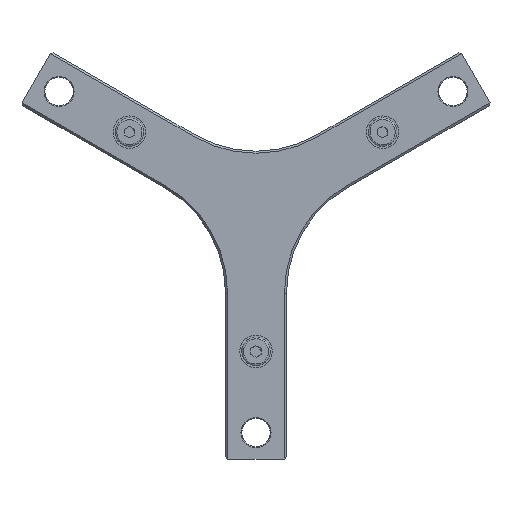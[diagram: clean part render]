
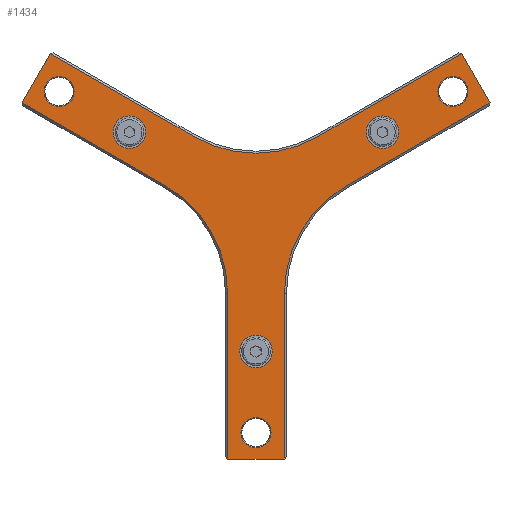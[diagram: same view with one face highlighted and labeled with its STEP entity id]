
A CAD part, top view. The second image highlights one B-rep face of the part: STEP entity #1434.
In plain terms, the highlighted planar face has unit normal (0, 0, 1).
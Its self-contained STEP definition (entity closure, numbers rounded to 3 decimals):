
#86=FACE_BOUND('',#516,.T.);
#87=FACE_BOUND('',#517,.T.);
#88=FACE_BOUND('',#518,.T.);
#89=FACE_BOUND('',#519,.T.);
#90=FACE_BOUND('',#520,.T.);
#91=FACE_BOUND('',#521,.T.);
#108=PLANE('',#1634);
#174=LINE('',#2370,#292);
#175=LINE('',#2372,#293);
#176=LINE('',#2374,#294);
#177=LINE('',#2378,#295);
#178=LINE('',#2380,#296);
#179=LINE('',#2382,#297);
#180=LINE('',#2386,#298);
#181=LINE('',#2388,#299);
#182=LINE('',#2390,#300);
#292=VECTOR('',#1887,10.);
#293=VECTOR('',#1888,10.);
#294=VECTOR('',#1889,10.);
#295=VECTOR('',#1892,10.);
#296=VECTOR('',#1893,10.);
#297=VECTOR('',#1894,10.);
#298=VECTOR('',#1897,10.);
#299=VECTOR('',#1898,10.);
#300=VECTOR('',#1899,10.);
#421=FACE_OUTER_BOUND('',#515,.T.);
#515=EDGE_LOOP('',(#1115,#1116,#1117,#1118,#1119,#1120,#1121,#1122,#1123,
#1124,#1125,#1126));
#516=EDGE_LOOP('',(#1127));
#517=EDGE_LOOP('',(#1128,#1129));
#518=EDGE_LOOP('',(#1130,#1131));
#519=EDGE_LOOP('',(#1132,#1133));
#520=EDGE_LOOP('',(#1134));
#521=EDGE_LOOP('',(#1135));
#622=CIRCLE('',#1633,3.7);
#623=CIRCLE('',#1635,30.5);
#624=CIRCLE('',#1636,30.5);
#625=CIRCLE('',#1637,30.5);
#626=CIRCLE('',#1638,3.7);
#627=CIRCLE('',#1639,4.);
#628=CIRCLE('',#1640,4.);
#629=CIRCLE('',#1641,4.);
#630=CIRCLE('',#1642,4.);
#631=CIRCLE('',#1643,4.);
#632=CIRCLE('',#1644,4.);
#633=CIRCLE('',#1645,3.7);
#718=VERTEX_POINT('',#2364);
#719=VERTEX_POINT('',#2368);
#720=VERTEX_POINT('',#2369);
#721=VERTEX_POINT('',#2371);
#722=VERTEX_POINT('',#2373);
#723=VERTEX_POINT('',#2375);
#724=VERTEX_POINT('',#2377);
#725=VERTEX_POINT('',#2379);
#726=VERTEX_POINT('',#2381);
#727=VERTEX_POINT('',#2383);
#728=VERTEX_POINT('',#2385);
#729=VERTEX_POINT('',#2387);
#730=VERTEX_POINT('',#2389);
#731=VERTEX_POINT('',#2392);
#732=VERTEX_POINT('',#2394);
#733=VERTEX_POINT('',#2395);
#734=VERTEX_POINT('',#2398);
#735=VERTEX_POINT('',#2399);
#736=VERTEX_POINT('',#2402);
#737=VERTEX_POINT('',#2403);
#738=VERTEX_POINT('',#2406);
#863=EDGE_CURVE('',#718,#718,#622,.T.);
#865=EDGE_CURVE('',#719,#720,#174,.T.);
#866=EDGE_CURVE('',#719,#721,#175,.T.);
#867=EDGE_CURVE('',#722,#721,#176,.T.);
#868=EDGE_CURVE('',#723,#722,#623,.T.);
#869=EDGE_CURVE('',#724,#723,#177,.T.);
#870=EDGE_CURVE('',#724,#725,#178,.T.);
#871=EDGE_CURVE('',#726,#725,#179,.T.);
#872=EDGE_CURVE('',#727,#726,#624,.T.);
#873=EDGE_CURVE('',#728,#727,#180,.T.);
#874=EDGE_CURVE('',#728,#729,#181,.T.);
#875=EDGE_CURVE('',#730,#729,#182,.T.);
#876=EDGE_CURVE('',#720,#730,#625,.T.);
#877=EDGE_CURVE('',#731,#731,#626,.T.);
#878=EDGE_CURVE('',#732,#733,#627,.T.);
#879=EDGE_CURVE('',#733,#732,#628,.T.);
#880=EDGE_CURVE('',#734,#735,#629,.T.);
#881=EDGE_CURVE('',#735,#734,#630,.T.);
#882=EDGE_CURVE('',#736,#737,#631,.T.);
#883=EDGE_CURVE('',#737,#736,#632,.T.);
#884=EDGE_CURVE('',#738,#738,#633,.T.);
#1115=ORIENTED_EDGE('',*,*,#865,.F.);
#1116=ORIENTED_EDGE('',*,*,#866,.T.);
#1117=ORIENTED_EDGE('',*,*,#867,.F.);
#1118=ORIENTED_EDGE('',*,*,#868,.F.);
#1119=ORIENTED_EDGE('',*,*,#869,.F.);
#1120=ORIENTED_EDGE('',*,*,#870,.T.);
#1121=ORIENTED_EDGE('',*,*,#871,.F.);
#1122=ORIENTED_EDGE('',*,*,#872,.F.);
#1123=ORIENTED_EDGE('',*,*,#873,.F.);
#1124=ORIENTED_EDGE('',*,*,#874,.T.);
#1125=ORIENTED_EDGE('',*,*,#875,.F.);
#1126=ORIENTED_EDGE('',*,*,#876,.F.);
#1127=ORIENTED_EDGE('',*,*,#877,.F.);
#1128=ORIENTED_EDGE('',*,*,#878,.T.);
#1129=ORIENTED_EDGE('',*,*,#879,.T.);
#1130=ORIENTED_EDGE('',*,*,#880,.T.);
#1131=ORIENTED_EDGE('',*,*,#881,.T.);
#1132=ORIENTED_EDGE('',*,*,#882,.T.);
#1133=ORIENTED_EDGE('',*,*,#883,.T.);
#1134=ORIENTED_EDGE('',*,*,#884,.F.);
#1135=ORIENTED_EDGE('',*,*,#863,.F.);
#1434=ADVANCED_FACE('',(#421,#86,#87,#88,#89,#90,#91),#108,.T.);
#1633=AXIS2_PLACEMENT_3D('',#2365,#1882,#1883);
#1634=AXIS2_PLACEMENT_3D('',#2367,#1885,#1886);
#1635=AXIS2_PLACEMENT_3D('',#2376,#1890,#1891);
#1636=AXIS2_PLACEMENT_3D('',#2384,#1895,#1896);
#1637=AXIS2_PLACEMENT_3D('',#2391,#1900,#1901);
#1638=AXIS2_PLACEMENT_3D('',#2393,#1902,#1903);
#1639=AXIS2_PLACEMENT_3D('',#2396,#1904,#1905);
#1640=AXIS2_PLACEMENT_3D('',#2397,#1906,#1907);
#1641=AXIS2_PLACEMENT_3D('',#2400,#1908,#1909);
#1642=AXIS2_PLACEMENT_3D('',#2401,#1910,#1911);
#1643=AXIS2_PLACEMENT_3D('',#2404,#1912,#1913);
#1644=AXIS2_PLACEMENT_3D('',#2405,#1914,#1915);
#1645=AXIS2_PLACEMENT_3D('',#2407,#1916,#1917);
#1882=DIRECTION('center_axis',(0.,0.,1.));
#1883=DIRECTION('ref_axis',(0.5,-0.866,0.));
#1885=DIRECTION('center_axis',(0.,0.,1.));
#1886=DIRECTION('ref_axis',(1.,0.,0.));
#1887=DIRECTION('',(-0.5,-0.866,0.));
#1888=DIRECTION('',(-0.866,0.5,0.));
#1889=DIRECTION('',(0.5,0.866,0.));
#1890=DIRECTION('center_axis',(0.,0.,1.));
#1891=DIRECTION('ref_axis',(0.,-1.,0.));
#1892=DIRECTION('',(1.,0.,0.));
#1893=DIRECTION('',(0.,-1.,0.));
#1894=DIRECTION('',(-1.,0.,0.));
#1895=DIRECTION('center_axis',(0.,0.,1.));
#1896=DIRECTION('ref_axis',(0.866,0.5,0.));
#1897=DIRECTION('',(-0.5,0.866,0.));
#1898=DIRECTION('',(0.866,0.5,0.));
#1899=DIRECTION('',(0.5,-0.866,0.));
#1900=DIRECTION('center_axis',(0.,0.,1.));
#1901=DIRECTION('ref_axis',(-0.866,0.5,0.));
#1902=DIRECTION('center_axis',(0.,0.,1.));
#1903=DIRECTION('ref_axis',(0.5,0.866,0.));
#1904=DIRECTION('center_axis',(0.,0.,-1.));
#1905=DIRECTION('ref_axis',(1.,0.,0.));
#1906=DIRECTION('center_axis',(0.,0.,-1.));
#1907=DIRECTION('ref_axis',(1.,0.,0.));
#1908=DIRECTION('center_axis',(0.,0.,-1.));
#1909=DIRECTION('ref_axis',(-0.5,0.866,0.));
#1910=DIRECTION('center_axis',(0.,0.,-1.));
#1911=DIRECTION('ref_axis',(-0.5,0.866,0.));
#1912=DIRECTION('center_axis',(0.,0.,-1.));
#1913=DIRECTION('ref_axis',(-0.5,-0.866,0.));
#1914=DIRECTION('center_axis',(0.,0.,-1.));
#1915=DIRECTION('ref_axis',(-0.5,-0.866,0.));
#1916=DIRECTION('center_axis',(0.,0.,1.));
#1917=DIRECTION('ref_axis',(-1.,0.,0.));
#2364=CARTESIAN_POINT('',(26.15,-45.293,4.));
#2365=CARTESIAN_POINT('Origin',(28.,-48.497,4.));
#2367=CARTESIAN_POINT('Origin',(0.,0.,
4.));
#2368=CARTESIAN_POINT('',(37.312,50.627,4.));
#2369=CARTESIAN_POINT('',(16.887,15.25,4.));
#2370=CARTESIAN_POINT('',(11.475,5.875,4.));
#2371=CARTESIAN_POINT('',(25.188,57.627,4.));
#2372=CARTESIAN_POINT('',(37.312,50.627,4.));
#2373=CARTESIAN_POINT('',(4.763,22.25,4.));
#2374=CARTESIAN_POINT('',(9.438,30.347,4.));
#2375=CARTESIAN_POINT('',(-21.651,7.,4.));
#2376=CARTESIAN_POINT('Origin',(-21.651,37.5,4.));
#2377=CARTESIAN_POINT('',(-62.5,7.,4.));
#2378=CARTESIAN_POINT('',(-10.825,7.,4.));
#2379=CARTESIAN_POINT('',(-62.5,-7.,4.));
#2380=CARTESIAN_POINT('',(-62.5,7.,4.));
#2381=CARTESIAN_POINT('',(-21.651,-7.,4.));
#2382=CARTESIAN_POINT('',(-31.,-7.,4.));
#2383=CARTESIAN_POINT('',(4.763,-22.25,4.));
#2384=CARTESIAN_POINT('Origin',(-21.651,-37.5,4.));
#2385=CARTESIAN_POINT('',(25.188,-57.627,4.));
#2386=CARTESIAN_POINT('',(-0.65,-12.875,4.));
#2387=CARTESIAN_POINT('',(37.312,-50.627,4.));
#2388=CARTESIAN_POINT('',(25.188,-57.627,4.));
#2389=CARTESIAN_POINT('',(16.887,-15.25,4.));
#2390=CARTESIAN_POINT('',(21.562,-23.347,4.));
#2391=CARTESIAN_POINT('Origin',(43.301,0.,4.));
#2392=CARTESIAN_POINT('',(26.15,45.293,4.));
#2393=CARTESIAN_POINT('Origin',(28.,48.497,4.));
#2394=CARTESIAN_POINT('',(-32.,0.,4.));
#2395=CARTESIAN_POINT('',(-40.,0.,4.));
#2396=CARTESIAN_POINT('Origin',(-36.,0.,4.));
#2397=CARTESIAN_POINT('Origin',(-36.,0.,4.));
#2398=CARTESIAN_POINT('',(16.,-27.713,4.));
#2399=CARTESIAN_POINT('',(20.,-34.641,4.));
#2400=CARTESIAN_POINT('Origin',(18.,-31.177,4.));
#2401=CARTESIAN_POINT('Origin',(18.,-31.177,4.));
#2402=CARTESIAN_POINT('',(16.,27.713,4.));
#2403=CARTESIAN_POINT('',(20.,34.641,4.));
#2404=CARTESIAN_POINT('Origin',(18.,31.177,4.));
#2405=CARTESIAN_POINT('Origin',(18.,31.177,4.));
#2406=CARTESIAN_POINT('',(-52.3,0.,4.));
#2407=CARTESIAN_POINT('Origin',(-56.,0.,4.));
